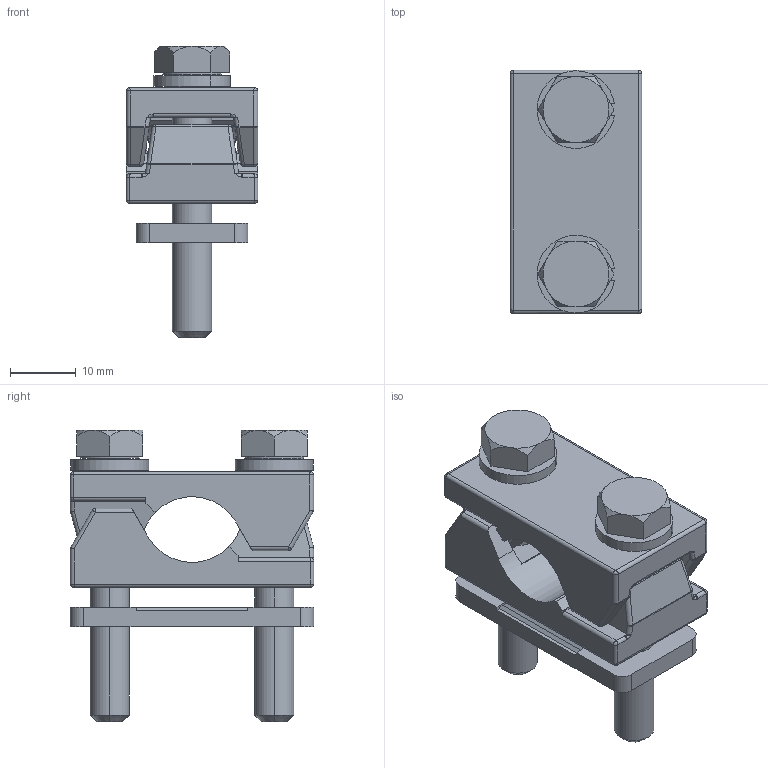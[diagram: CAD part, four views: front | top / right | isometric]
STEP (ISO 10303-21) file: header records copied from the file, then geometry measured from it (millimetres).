
FILE_DESCRIPTION(('CATIA V5 STEP'),'2;1');
FILE_NAME('K1111001_L_Prismenklemme-P1.stp','2018-01-29T11:39:49+00:00',('none'),('Jean Müller GmbH'),'CATIA Version 5 Release 19 SP 9 (IN-10)','CATIA V5 STEP AP214','none');
FILE_SCHEMA(('AUTOMOTIVE_DESIGN { 1 0 10303 214 1 1 1 1 }'));
Length unit declared in the file: millimetre
Products named in the file (5): K1111001_L_Prismenklemme P1; 56424_Klemmenunterteil; 70198_L_Prismenklemme P1; 66809_Federring DIN 127-A6; 65713_Sechskantschraube_M6x40
Assembly tree (7 placements, depth 2):
  K1111001_L_Prismenklemme P1
    56424_Klemmenunterteil
    70198_L_Prismenklemme P1  x2
    66809_Federring DIN 127-A6  x2
    65713_Sechskantschraube_M6x40  x2
Bounding box: 20 x 37 x 44.34 mm (x, y, z)
Volume: 13458.9 mm3; surface area: 9804 mm2
Topology: 7 solids, 7 shells, 363 faces, 904 edges, 522 vertices
Faces by surface type: plane 173, cylinder 114, bspline 60, cone 16
Entity records: 8993 total; most frequent: CARTESIAN_POINT 2849, ORIENTED_EDGE 1084, DIRECTION 718, EDGE_CURVE 542, VECTOR 342, LINE 342, VERTEX_POINT 322, EDGE_LOOP 240
